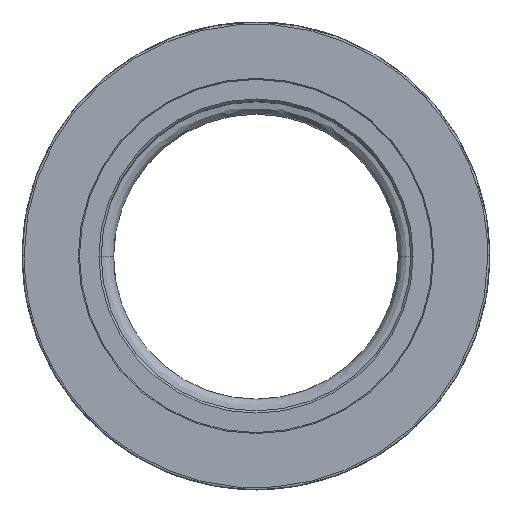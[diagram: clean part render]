
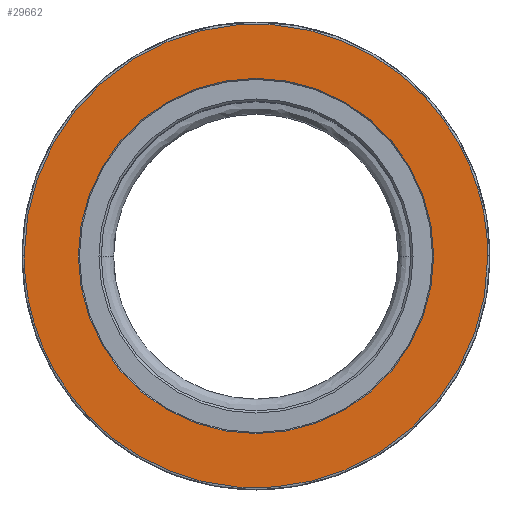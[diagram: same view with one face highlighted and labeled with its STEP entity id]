
A CAD part, top view. The second image highlights one B-rep face of the part: STEP entity #29662.
In plain terms, the highlighted planar face has unit normal (0, 0, 1).
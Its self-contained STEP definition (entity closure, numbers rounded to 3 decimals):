
#258 = FACE_BOUND ( 'NONE', #10167, .T. ) ;
#264 = FACE_OUTER_BOUND ( 'NONE', #16391, .T. ) ;
#2364 = AXIS2_PLACEMENT_3D ( 'NONE', #28210, #28228, #28229 ) ;
#2460 = AXIS2_PLACEMENT_3D ( 'NONE', #5345, #5347, #5349 ) ;
#4045 = VERTEX_POINT ( 'NONE', #17326 ) ;
#4073 = VERTEX_POINT ( 'NONE', #17332 ) ;
#5345 = CARTESIAN_POINT ( 'NONE',  ( 0., 0., 0. ) ) ;
#5347 = DIRECTION ( 'NONE',  ( 0., 0., -1. ) ) ;
#5349 = DIRECTION ( 'NONE',  ( 1., 0., 0. ) ) ;
#5450 = CARTESIAN_POINT ( 'NONE',  ( 2.718, -5.436, 0. ) ) ;
#5452 = CARTESIAN_POINT ( 'NONE',  ( 2.718, 0., 0. ) ) ;
#5471 = CARTESIAN_POINT ( 'NONE',  ( -2.718, -5.436, 0. ) ) ;
#5473 = CARTESIAN_POINT ( 'NONE',  ( -2.718, 0., 0. ) ) ;
#6525 =( BOUNDED_CURVE ( )  B_SPLINE_CURVE ( 3, ( #5452, #5450, #5471, #5473 ),
 .UNSPECIFIED., .F., .F. ) 
 B_SPLINE_CURVE_WITH_KNOTS ( ( 4, 4 ),
 ( 0., 0.5 ),
 .UNSPECIFIED. ) 
 CURVE ( )  GEOMETRIC_REPRESENTATION_ITEM ( )  RATIONAL_B_SPLINE_CURVE ( ( 1., 0.333, 0.333, 1. ) ) 
 REPRESENTATION_ITEM ( '' )  );
#10167 = EDGE_LOOP ( 'NONE', ( #14458, #24938 ) ) ;
#14448 = ORIENTED_EDGE ( 'NONE', *, *, #17174, .F. ) ;
#14458 = ORIENTED_EDGE ( 'NONE', *, *, #15612, .T. ) ;
#14482 = VERTEX_POINT ( 'NONE', #17228 ) ;
#14514 = VERTEX_POINT ( 'NONE', #17341 ) ;
#14620 = DIRECTION ( 'NONE',  ( 1., 0., 0. ) ) ;
#14779 = CARTESIAN_POINT ( 'NONE',  ( 0., 0., 0. ) ) ;
#14913 = DIRECTION ( 'NONE',  ( 0., 0., -1. ) ) ;
#15187 = CARTESIAN_POINT ( 'NONE',  ( -2.718, 5.436, 0. ) ) ;
#15188 = CARTESIAN_POINT ( 'NONE',  ( -2.718, 0., 0. ) ) ;
#15199 = CARTESIAN_POINT ( 'NONE',  ( 2.718, 5.436, 0. ) ) ;
#15200 = CARTESIAN_POINT ( 'NONE',  ( 2.718, 0., 0. ) ) ;
#15612 = EDGE_CURVE ( 'NONE', #4073, #4045, #28725, .T. ) ;
#15804 = EDGE_CURVE ( 'NONE', #4045, #4073, #28931, .T. ) ;
#15814 = EDGE_CURVE ( 'NONE', #14514, #14482, #6525, .T. ) ;
#15828 = AXIS2_PLACEMENT_3D ( 'NONE', #14779, #14913, #14620 ) ;
#16391 = EDGE_LOOP ( 'NONE', ( #24925, #14448 ) ) ;
#17174 = EDGE_CURVE ( 'NONE', #14482, #14514, #17468, .T. ) ;
#17228 = CARTESIAN_POINT ( 'NONE',  ( -2.718, 0., 0. ) ) ;
#17326 = CARTESIAN_POINT ( 'NONE',  ( -2.083, 0., 0. ) ) ;
#17332 = CARTESIAN_POINT ( 'NONE',  ( 2.083, 0., 0. ) ) ;
#17341 = CARTESIAN_POINT ( 'NONE',  ( 2.718, 0., 0. ) ) ;
#17468 =( BOUNDED_CURVE ( )  B_SPLINE_CURVE ( 3, ( #15188, #15187, #15199, #15200 ),
 .UNSPECIFIED., .F., .T. ) 
 B_SPLINE_CURVE_WITH_KNOTS ( ( 4, 4 ),
 ( 0.5, 1. ),
 .UNSPECIFIED. ) 
 CURVE ( )  GEOMETRIC_REPRESENTATION_ITEM ( )  RATIONAL_B_SPLINE_CURVE ( ( 1., 0.333, 0.333, 1. ) ) 
 REPRESENTATION_ITEM ( '' )  );
#24925 = ORIENTED_EDGE ( 'NONE', *, *, #15814, .F. ) ;
#24938 = ORIENTED_EDGE ( 'NONE', *, *, #15804, .T. ) ;
#28210 = CARTESIAN_POINT ( 'NONE',  ( 2.07, 0., 0. ) ) ;
#28226 = PLANE ( 'NONE',  #2364 ) ;
#28228 = DIRECTION ( 'NONE',  ( 0., 0., 1. ) ) ;
#28229 = DIRECTION ( 'NONE',  ( 1., 0., 0. ) ) ;
#28725 = CIRCLE ( 'NONE', #15828, 2.083 ) ;
#28931 = CIRCLE ( 'NONE', #2460, 2.083 ) ;
#29662 = ADVANCED_FACE ( 'NONE', ( #264, #258 ), #28226, .T. ) ;
